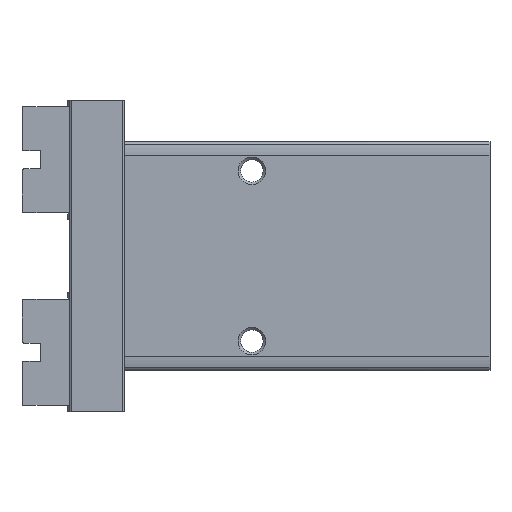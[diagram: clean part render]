
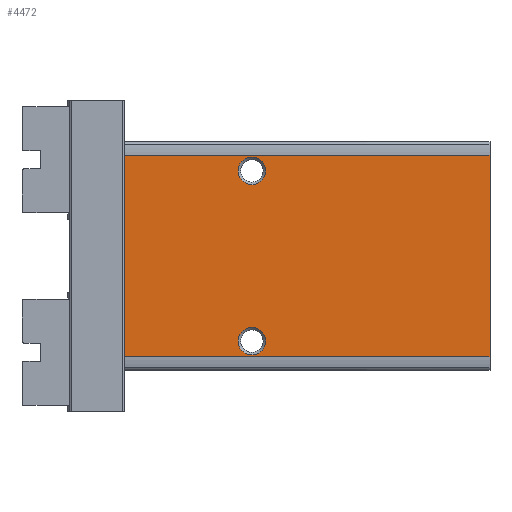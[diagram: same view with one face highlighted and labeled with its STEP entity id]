
A CAD part, left-side view. The second image highlights one B-rep face of the part: STEP entity #4472.
In plain terms, the highlighted face is planar.
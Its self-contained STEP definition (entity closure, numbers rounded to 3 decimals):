
#183=LINE('',#6920,#563);
#184=LINE('',#6928,#564);
#185=LINE('',#6930,#565);
#186=LINE('',#6932,#566);
#563=VECTOR('',#5436,1000.);
#564=VECTOR('',#5445,1000.);
#565=VECTOR('',#5446,1000.);
#566=VECTOR('',#5447,1000.);
#984=ORIENTED_EDGE('',*,*,#2267,.F.);
#985=ORIENTED_EDGE('',*,*,#2268,.F.);
#986=ORIENTED_EDGE('',*,*,#2269,.T.);
#987=ORIENTED_EDGE('',*,*,#2270,.F.);
#988=ORIENTED_EDGE('',*,*,#2271,.F.);
#989=ORIENTED_EDGE('',*,*,#2265,.T.);
#2265=EDGE_CURVE('',#2905,#2904,#183,.T.);
#2267=EDGE_CURVE('',#2906,#2906,#3333,.T.);
#2268=EDGE_CURVE('',#2907,#2907,#3334,.T.);
#2269=EDGE_CURVE('',#2904,#2908,#184,.T.);
#2270=EDGE_CURVE('',#2909,#2908,#185,.T.);
#2271=EDGE_CURVE('',#2905,#2909,#186,.T.);
#2904=VERTEX_POINT('',#6919);
#2905=VERTEX_POINT('',#6921);
#2906=VERTEX_POINT('',#6925);
#2907=VERTEX_POINT('',#6927);
#2908=VERTEX_POINT('',#6929);
#2909=VERTEX_POINT('',#6931);
#3333=CIRCLE('',#4816,1.5);
#3334=CIRCLE('',#4817,1.5);
#3581=EDGE_LOOP('',(#984));
#3582=EDGE_LOOP('',(#985));
#3583=EDGE_LOOP('',(#986,#987,#988,#989));
#3951=FACE_BOUND('',#3581,.T.);
#3952=FACE_BOUND('',#3582,.T.);
#3953=FACE_BOUND('',#3583,.T.);
#4312=PLANE('',#4815);
#4472=ADVANCED_FACE('',(#3951,#3952,#3953),#4312,.F.);
#4815=AXIS2_PLACEMENT_3D('',#6923,#5439,#5440);
#4816=AXIS2_PLACEMENT_3D('',#6924,#5441,#5442);
#4817=AXIS2_PLACEMENT_3D('',#6926,#5443,#5444);
#5436=DIRECTION('',(0.,-1.,0.));
#5439=DIRECTION('',(0.,0.,-1.));
#5440=DIRECTION('',(-1.,0.,0.));
#5441=DIRECTION('',(0.,0.,1.));
#5442=DIRECTION('',(1.,0.,0.));
#5443=DIRECTION('',(0.,0.,1.));
#5444=DIRECTION('',(1.,0.,0.));
#5445=DIRECTION('',(1.,0.,0.));
#5446=DIRECTION('',(0.,-1.,0.));
#5447=DIRECTION('',(1.,0.,0.));
#6919=CARTESIAN_POINT('',(-11.,0.,8.));
#6920=CARTESIAN_POINT('',(-11.,39.9,8.));
#6921=CARTESIAN_POINT('',(-11.,39.9,8.));
#6923=CARTESIAN_POINT('',(-11.,39.9,8.));
#6924=CARTESIAN_POINT('',(-9.3,26.,8.));
#6925=CARTESIAN_POINT('',(-7.8,26.,8.));
#6926=CARTESIAN_POINT('',(9.3,26.,8.));
#6927=CARTESIAN_POINT('',(10.8,26.,8.));
#6928=CARTESIAN_POINT('',(-11.,0.,8.));
#6929=CARTESIAN_POINT('',(11.,0.,8.));
#6930=CARTESIAN_POINT('',(11.,39.9,8.));
#6931=CARTESIAN_POINT('',(11.,39.9,8.));
#6932=CARTESIAN_POINT('',(-11.,39.9,8.));
